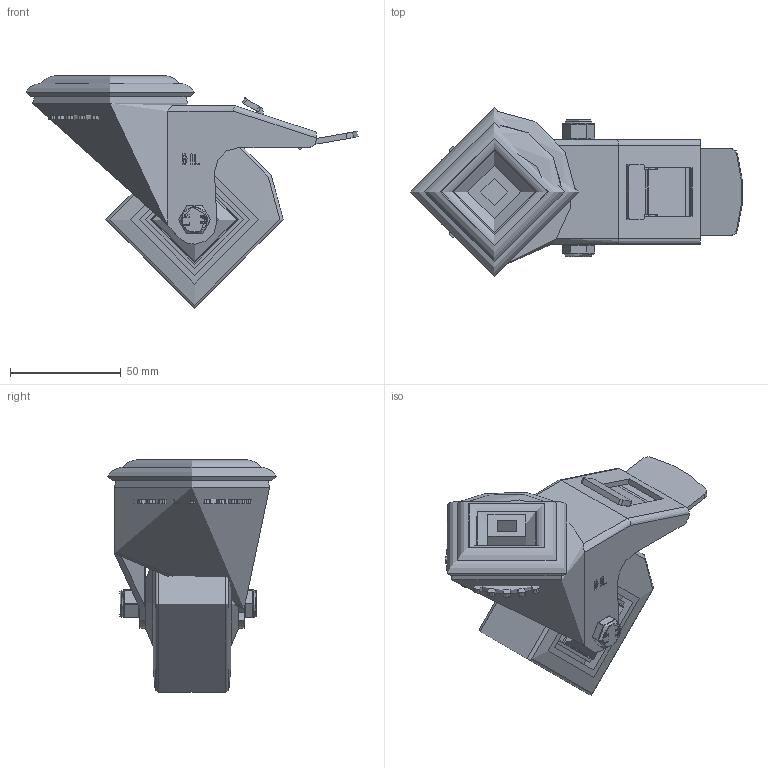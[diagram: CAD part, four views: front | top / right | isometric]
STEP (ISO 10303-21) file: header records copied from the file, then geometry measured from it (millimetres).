
FILE_DESCRIPTION(/* description */ (''),/* implementation_level */ '2;1');
FILE_NAME(/* name */ 'BZMM80SRNBJBH12SWB.step',/* time_stamp */ '2024-10-10T11:04:28+01:00',/* author */ (''),/* organization */ (''),/* preprocessor_version */ 'ST-DEVELOPER v20',/* originating_system */ 'Autodesk Translation Framework v13.20.0.188',/* authorisation */ '');
FILE_SCHEMA (('AUTOMOTIVE_DESIGN { 1 0 10303 214 3 1 1 }'));
Length unit declared in the file: millimetre
Products named in the file (27): BZMM80SRNBJBH12SWB; BZMM80ASBH12SWB - 42 v1; ZINC PLATED, PRESSED STEEL HEAD; ZINC PLATED, PRESSED STEEL BRAKE PEDAL; ZINC PLATED, PRESSED STEEL FORKS; BRAKE PAD; BZMM80WSRNBJM8 v1; BZMH80WSRNBJ; ELASTIC RUBBER TYRE; NYLON RIM; BEARING 6202; METAL; METAL2; Pattern; Component1; MIDDLE; RUBBER; RUBBER2; HUBCAPM8X42RN; HUBCAPM8X42RN (1); NYLON CAP; HEXBOLTM8X55Z8.8 v2; GRADE 8.8 ZINC PLATED BOLT; NYLOCM8Z v1; NYLOC NUT; NUT; RUBBER (1)
Assembly tree (34 placements, depth 6):
  BZMM80SRNBJBH12SWB
    BZMM80ASBH12SWB - 42 v1
      ZINC PLATED, PRESSED STEEL HEAD
      ZINC PLATED, PRESSED STEEL BRAKE PEDAL
      ZINC PLATED, PRESSED STEEL FORKS
      BRAKE PAD
    BZMM80WSRNBJM8 v1
      BZMH80WSRNBJ
        ELASTIC RUBBER TYRE
        NYLON RIM
        BEARING 6202
          METAL
          METAL2
          Pattern
            Component1  x8
          MIDDLE
          RUBBER
          RUBBER2
      HUBCAPM8X42RN
        NYLON CAP
      HUBCAPM8X42RN (1)
        NYLON CAP
    HEXBOLTM8X55Z8.8 v2
      GRADE 8.8 ZINC PLATED BOLT
    NYLOCM8Z v1
      NYLOC NUT
        NUT
        RUBBER (1)
Bounding box: 149.74 x 76 x 105 mm (x, y, z)
Volume: 220938.2 mm3; surface area: 117474 mm2
Topology: 24 solids, 24 shells, 967 faces, 2451 edges, 1598 vertices
Faces by surface type: plane 423, cylinder 271, bspline 178, sphere 48, torus 28, cone 19
Full cylindrical faces by diameter (mm): 0.664 x2, 6.446 x7, 7.866 x13, 8 x3, 8.2 x4, 8.6 x2, 11.5 x1, 12.1 x1, 12.2 x1, 14.9 x2, 15 x1, 18 x1, 19 x2, 20 x4, 21.313 x1, 22.5 x2, 23 x2, 24 x3, 26 x2, 28 x2, 30 x4, 30.5 x2, 31 x6, 32 x1, 35 x4, 36 x2, 38 x1, 38.5 x2, 40 x2, 44 x2
Entity records: 36528 total; most frequent: CARTESIAN_POINT 13780, ORIENTED_EDGE 4754, DIRECTION 4219, EDGE_CURVE 2377, VERTEX_POINT 1565, AXIS2_PLACEMENT_3D 1506, LINE 1207, VECTOR 1207
